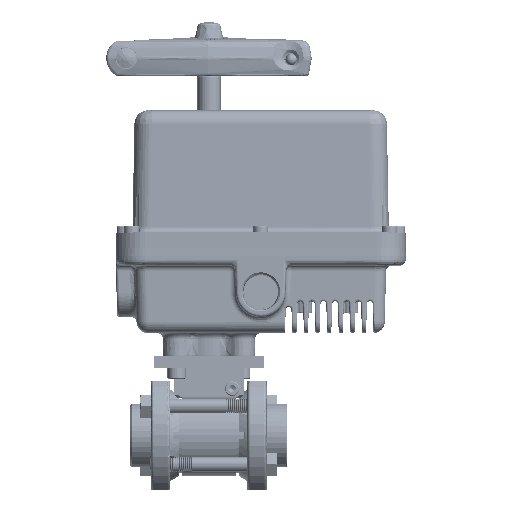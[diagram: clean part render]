
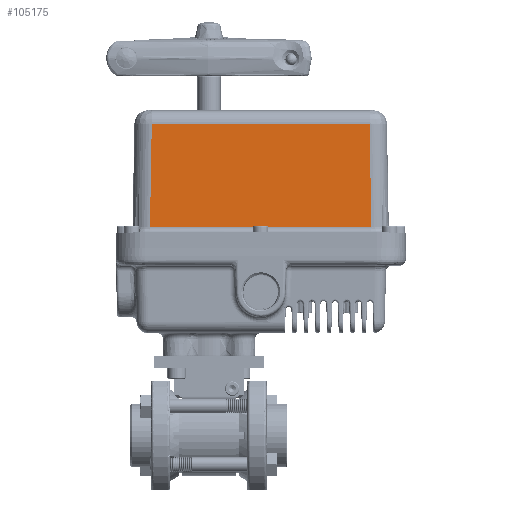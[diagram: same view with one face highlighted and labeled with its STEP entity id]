
A CAD part, top view. The second image highlights one B-rep face of the part: STEP entity #105175.
In plain terms, the highlighted planar face has unit normal (0, 0.018, 1).
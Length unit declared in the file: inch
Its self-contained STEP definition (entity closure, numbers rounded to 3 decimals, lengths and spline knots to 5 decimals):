
#1384 = ORIENTED_EDGE ( 'NONE', *, *, #85534, .T. ) ;
#2999 = CARTESIAN_POINT ( 'NONE',  ( 3.49967, 4.35846, 2.46461 ) ) ;
#6118 = DIRECTION ( 'NONE',  ( 0., 0.017, 1. ) ) ;
#17931 = LINE ( 'NONE', #80272, #99644 ) ;
#19382 = ORIENTED_EDGE ( 'NONE', *, *, #133798, .T. ) ;
#24494 = DIRECTION ( 'NONE',  ( -0.017, 1., -0.017 ) ) ;
#39818 = CARTESIAN_POINT ( 'NONE',  ( -1.22661, 6.70274, 2.42369 ) ) ;
#39829 = VECTOR ( 'NONE', #24494, 39.37008 ) ;
#42087 = CARTESIAN_POINT ( 'NONE',  ( -1.27099, 4.45479, 2.46293 ) ) ;
#49612 = EDGE_LOOP ( 'NONE', ( #61951, #19382, #135285, #1384 ) ) ;
#55581 = VECTOR ( 'NONE', #116551, 39.37008 ) ;
#58389 = AXIS2_PLACEMENT_3D ( 'NONE', #70055, #6118, #80749 ) ;
#61951 = ORIENTED_EDGE ( 'NONE', *, *, #108649, .T. ) ;
#65939 = CARTESIAN_POINT ( 'NONE',  ( 3.45875, 6.70274, 2.42369 ) ) ;
#68089 = LINE ( 'NONE', #2999, #39829 ) ;
#70055 = CARTESIAN_POINT ( 'NONE',  ( 3.8745, 4.365, 2.4645 ) ) ;
#71543 = VERTEX_POINT ( 'NONE', #65939 ) ;
#73667 = FACE_OUTER_BOUND ( 'NONE', #49612, .T. ) ;
#75755 = LINE ( 'NONE', #39818, #79074 ) ;
#79074 = VECTOR ( 'NONE', #103533, 39.37008 ) ;
#80272 = CARTESIAN_POINT ( 'NONE',  ( 3.8745, 4.48782, 2.46236 ) ) ;
#80749 = DIRECTION ( 'NONE',  ( 0., -1., 0.017 ) ) ;
#83920 = LINE ( 'NONE', #42087, #55581 ) ;
#85534 = EDGE_CURVE ( 'NONE', #71543, #128846, #75755, .T. ) ;
#99644 = VECTOR ( 'NONE', #133370, 39.37008 ) ;
#101548 = VERTEX_POINT ( 'NONE', #124668 ) ;
#103533 = DIRECTION ( 'NONE',  ( -1., 0., 0. ) ) ;
#105175 = ADVANCED_FACE ( 'NONE', ( #73667 ), #133853, .T. ) ;
#108649 = EDGE_CURVE ( 'NONE', #128846, #101548, #83920, .T. ) ;
#109490 = VERTEX_POINT ( 'NONE', #111918 ) ;
#111918 = CARTESIAN_POINT ( 'NONE',  ( 3.49741, 4.48782, 2.46236 ) ) ;
#116551 = DIRECTION ( 'NONE',  ( -0.017, -1., 0.017 ) ) ;
#116875 = CARTESIAN_POINT ( 'NONE',  ( -1.23175, 6.70274, 2.42369 ) ) ;
#124668 = CARTESIAN_POINT ( 'NONE',  ( -1.27041, 4.48782, 2.46236 ) ) ;
#124717 = EDGE_CURVE ( 'NONE', #109490, #71543, #68089, .T. ) ;
#128846 = VERTEX_POINT ( 'NONE', #116875 ) ;
#133370 = DIRECTION ( 'NONE',  ( 1., 0., 0. ) ) ;
#133798 = EDGE_CURVE ( 'NONE', #101548, #109490, #17931, .T. ) ;
#133853 = PLANE ( 'NONE',  #58389 ) ;
#135285 = ORIENTED_EDGE ( 'NONE', *, *, #124717, .T. ) ;
